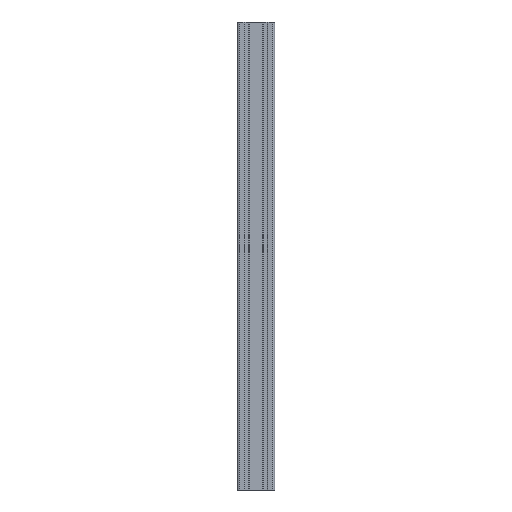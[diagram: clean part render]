
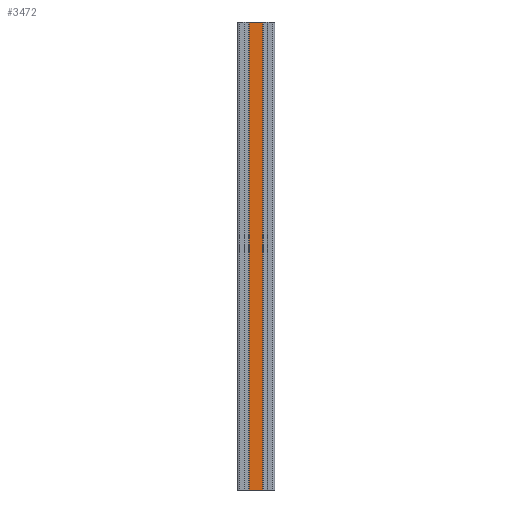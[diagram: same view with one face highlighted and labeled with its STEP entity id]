
A CAD part, left-side view. The second image highlights one B-rep face of the part: STEP entity #3472.
In plain terms, the highlighted planar face has unit normal (-1, 0, 0).
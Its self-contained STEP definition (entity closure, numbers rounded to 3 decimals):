
#212 = VECTOR ( 'NONE', #391, 1000. ) ;
#391 = DIRECTION ( 'NONE',  ( 0., 0., -1. ) ) ;
#1245 = VERTEX_POINT ( 'NONE', #2065 ) ;
#1392 = PLANE ( 'NONE',  #4774 ) ;
#1608 = EDGE_CURVE ( 'NONE', #10193, #1245, #4373, .T. ) ;
#2065 = CARTESIAN_POINT ( 'NONE',  ( -40., 14.5, -500. ) ) ;
#2118 = VECTOR ( 'NONE', #5266, 1000. ) ;
#2147 = DIRECTION ( 'NONE',  ( 0., 1., 0. ) ) ;
#2246 = DIRECTION ( 'NONE',  ( -1., 0., 0. ) ) ;
#2789 = CARTESIAN_POINT ( 'NONE',  ( -40., -14.5, -500. ) ) ;
#3026 = VECTOR ( 'NONE', #2147, 1000. ) ;
#3342 = CARTESIAN_POINT ( 'NONE',  ( -40., 0., 500. ) ) ;
#3472 = ADVANCED_FACE ( 'NONE', ( #7064 ), #1392, .T. ) ;
#3502 = LINE ( 'NONE', #3342, #10097 ) ;
#4220 = ORIENTED_EDGE ( 'NONE', *, *, #8194, .T. ) ;
#4373 = LINE ( 'NONE', #6221, #3026 ) ;
#4550 = CARTESIAN_POINT ( 'NONE',  ( -40., 14.5, 500. ) ) ;
#4603 = LINE ( 'NONE', #10402, #212 ) ;
#4677 = CARTESIAN_POINT ( 'NONE',  ( -40., 0., 500. ) ) ;
#4774 = AXIS2_PLACEMENT_3D ( 'NONE', #4677, #2246, #5552 ) ;
#5266 = DIRECTION ( 'NONE',  ( 0., 0., -1. ) ) ;
#5543 = VERTEX_POINT ( 'NONE', #8830 ) ;
#5552 = DIRECTION ( 'NONE',  ( 0., 0., 1. ) ) ;
#5652 = ORIENTED_EDGE ( 'NONE', *, *, #6688, .F. ) ;
#6077 = LINE ( 'NONE', #9377, #2118 ) ;
#6221 = CARTESIAN_POINT ( 'NONE',  ( -40., 0., -500. ) ) ;
#6318 = EDGE_LOOP ( 'NONE', ( #10187, #5652, #10394, #4220 ) ) ;
#6688 = EDGE_CURVE ( 'NONE', #5543, #10193, #6077, .T. ) ;
#7004 = VERTEX_POINT ( 'NONE', #4550 ) ;
#7064 = FACE_OUTER_BOUND ( 'NONE', #6318, .T. ) ;
#7344 = EDGE_CURVE ( 'NONE', #5543, #7004, #3502, .T. ) ;
#8194 = EDGE_CURVE ( 'NONE', #7004, #1245, #4603, .T. ) ;
#8830 = CARTESIAN_POINT ( 'NONE',  ( -40., -14.5, 500. ) ) ;
#9305 = DIRECTION ( 'NONE',  ( 0., 1., 0. ) ) ;
#9377 = CARTESIAN_POINT ( 'NONE',  ( -40., -14.5, 500. ) ) ;
#10097 = VECTOR ( 'NONE', #9305, 1000. ) ;
#10187 = ORIENTED_EDGE ( 'NONE', *, *, #1608, .F. ) ;
#10193 = VERTEX_POINT ( 'NONE', #2789 ) ;
#10394 = ORIENTED_EDGE ( 'NONE', *, *, #7344, .T. ) ;
#10402 = CARTESIAN_POINT ( 'NONE',  ( -40., 14.5, 500. ) ) ;
